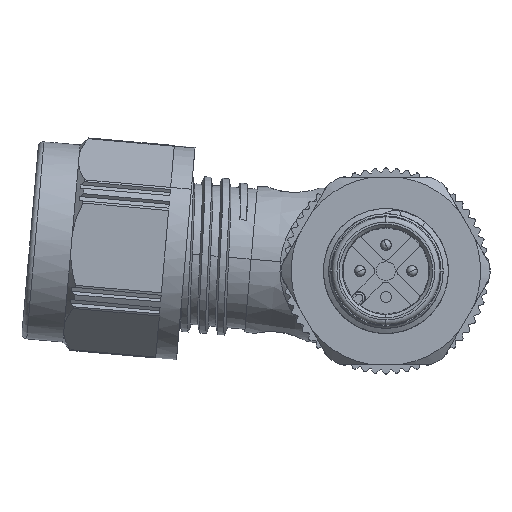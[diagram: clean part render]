
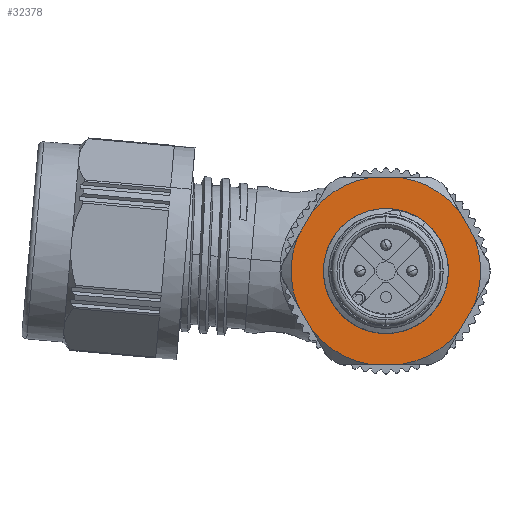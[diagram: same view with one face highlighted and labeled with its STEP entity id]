
A CAD part, front view. The second image highlights one B-rep face of the part: STEP entity #32378.
In plain terms, the highlighted planar face has unit normal (0, -1, 0).
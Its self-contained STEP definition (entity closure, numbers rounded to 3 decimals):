
#6933=CARTESIAN_POINT('',(0.,6.9,0.));
#6934=DIRECTION('',(0.,-1.,0.));
#6935=DIRECTION('',(-1.,0.,0.));
#6936=AXIS2_PLACEMENT_3D('',#6933,#6934,#6935);
#6938=CARTESIAN_POINT('',(0.,6.9,0.));
#6939=DIRECTION('',(0.,-1.,0.));
#6940=DIRECTION('',(1.,0.,0.));
#6941=AXIS2_PLACEMENT_3D('',#6938,#6939,#6940);
#6943=DIRECTION('',(0.5,0.,0.866));
#6944=VECTOR('',#6943,3.081);
#6945=CARTESIAN_POINT('',(6.998,6.9,-5.819));
#6946=LINE('',#6945,#6944);
#6947=CARTESIAN_POINT('',(0.,6.9,0.));
#6948=DIRECTION('',(0.,-1.,0.));
#6949=DIRECTION('',(0.169,0.,-0.986));
#6950=AXIS2_PLACEMENT_3D('',#6947,#6948,#6949);
#6952=DIRECTION('',(1.,0.,0.));
#6953=VECTOR('',#6952,3.081);
#6954=CARTESIAN_POINT('',(-1.541,6.9,-8.97));
#6955=LINE('',#6954,#6953);
#6956=CARTESIAN_POINT('',(0.,6.9,0.));
#6957=DIRECTION('',(0.,-1.,0.));
#6958=DIRECTION('',(-0.769,0.,-0.639));
#6959=AXIS2_PLACEMENT_3D('',#6956,#6957,#6958);
#6961=DIRECTION('',(0.5,0.,-0.866));
#6962=VECTOR('',#6961,3.081);
#6963=CARTESIAN_POINT('',(-8.539,6.9,-3.151));
#6964=LINE('',#6963,#6962);
#6965=DIRECTION('',(-0.5,0.,-0.866));
#6966=VECTOR('',#6965,3.081);
#6967=CARTESIAN_POINT('',(-6.998,6.9,5.819));
#6968=LINE('',#6967,#6966);
#6969=CARTESIAN_POINT('',(0.,6.9,0.));
#6970=DIRECTION('',(0.,-1.,0.));
#6971=DIRECTION('',(-0.169,0.,0.986));
#6972=AXIS2_PLACEMENT_3D('',#6969,#6970,#6971);
#6974=DIRECTION('',(-1.,0.,0.));
#6975=VECTOR('',#6974,3.081);
#6976=CARTESIAN_POINT('',(1.541,6.9,8.97));
#6977=LINE('',#6976,#6975);
#6978=CARTESIAN_POINT('',(0.,6.9,0.));
#6979=DIRECTION('',(0.,-1.,0.));
#6980=DIRECTION('',(0.769,0.,0.639));
#6981=AXIS2_PLACEMENT_3D('',#6978,#6979,#6980);
#6983=DIRECTION('',(-0.5,0.,0.866));
#6984=VECTOR('',#6983,3.081);
#6985=CARTESIAN_POINT('',(8.539,6.9,3.151));
#6986=LINE('',#6985,#6984);
#7006=CARTESIAN_POINT('',(6.998,6.9,-5.819));
#7032=CARTESIAN_POINT('',(0.,6.9,0.));
#7033=DIRECTION('',(0.,-1.,0.));
#7034=DIRECTION('',(0.938,0.,-0.346));
#7035=AXIS2_PLACEMENT_3D('',#7032,#7033,#7034);
#7063=CARTESIAN_POINT('',(0.,6.9,0.));
#7064=DIRECTION('',(0.,-1.,0.));
#7065=DIRECTION('',(-0.938,0.,0.346));
#7066=AXIS2_PLACEMENT_3D('',#7063,#7064,#7065);
#28566=CARTESIAN_POINT('',(-6.,6.9,0.));
#28567=CARTESIAN_POINT('',(6.,6.9,0.));
#28568=VERTEX_POINT('',#28566);
#28569=VERTEX_POINT('',#28567);
#28708=VERTEX_POINT('',#7006);
#28734=CARTESIAN_POINT('',(6.998,6.9,5.819));
#28735=CARTESIAN_POINT('',(1.541,6.9,8.97));
#28736=VERTEX_POINT('',#28734);
#28737=VERTEX_POINT('',#28735);
#28738=CARTESIAN_POINT('',(-1.541,6.9,8.97));
#28739=CARTESIAN_POINT('',(-6.998,6.9,5.819));
#28740=VERTEX_POINT('',#28738);
#28741=VERTEX_POINT('',#28739);
#28742=CARTESIAN_POINT('',(-6.998,6.9,-5.819));
#28743=CARTESIAN_POINT('',(-1.541,6.9,-8.97));
#28744=VERTEX_POINT('',#28742);
#28745=VERTEX_POINT('',#28743);
#28746=CARTESIAN_POINT('',(1.541,6.9,-8.97));
#28747=VERTEX_POINT('',#28746);
#28748=CARTESIAN_POINT('',(-8.539,6.9,-3.151));
#28749=VERTEX_POINT('',#28748);
#28750=CARTESIAN_POINT('',(-8.539,6.9,3.151));
#28751=VERTEX_POINT('',#28750);
#28752=CARTESIAN_POINT('',(8.539,6.9,3.151));
#28753=VERTEX_POINT('',#28752);
#28754=CARTESIAN_POINT('',(8.539,6.9,-3.151));
#28755=VERTEX_POINT('',#28754);
#32342=CARTESIAN_POINT('',(0.,6.9,0.));
#32343=DIRECTION('',(0.,-1.,0.));
#32344=DIRECTION('',(-1.,0.,0.));
#32345=AXIS2_PLACEMENT_3D('',#32342,#32343,#32344);
#32346=PLANE('',#32345);
#32348=ORIENTED_EDGE('',*,*,#32347,.F.);
#32350=ORIENTED_EDGE('',*,*,#32349,.F.);
#32352=ORIENTED_EDGE('',*,*,#32351,.F.);
#32354=ORIENTED_EDGE('',*,*,#32353,.F.);
#32356=ORIENTED_EDGE('',*,*,#32355,.F.);
#32358=ORIENTED_EDGE('',*,*,#32357,.F.);
#32360=ORIENTED_EDGE('',*,*,#32359,.F.);
#32362=ORIENTED_EDGE('',*,*,#32361,.F.);
#32364=ORIENTED_EDGE('',*,*,#32363,.F.);
#32366=ORIENTED_EDGE('',*,*,#32365,.F.);
#32368=ORIENTED_EDGE('',*,*,#32367,.F.);
#32370=ORIENTED_EDGE('',*,*,#32369,.F.);
#32371=EDGE_LOOP('',(#32348,#32350,#32352,#32354,#32356,#32358,#32360,#32362,
#32364,#32366,#32368,#32370));
#32372=FACE_OUTER_BOUND('',#32371,.F.);
#32373=ORIENTED_EDGE('',*,*,#32332,.T.);
#32375=ORIENTED_EDGE('',*,*,#32374,.T.);
#32376=EDGE_LOOP('',(#32373,#32375));
#32377=FACE_BOUND('',#32376,.F.);
#32378=ADVANCED_FACE('',(#32372,#32377),#32346,.T.);
#6937=CIRCLE('',#6936,6.);
#6942=CIRCLE('',#6941,6.);
#6951=CIRCLE('',#6950,9.101);
#6960=CIRCLE('',#6959,9.101);
#6973=CIRCLE('',#6972,9.101);
#6982=CIRCLE('',#6981,9.101);
#7036=CIRCLE('',#7035,9.101);
#7067=CIRCLE('',#7066,9.101);
#32332=EDGE_CURVE('',#28568,#28569,#6937,.T.);
#32347=EDGE_CURVE('',#28755,#28753,#7036,.T.);
#32349=EDGE_CURVE('',#28708,#28755,#6946,.T.);
#32351=EDGE_CURVE('',#28747,#28708,#6951,.T.);
#32353=EDGE_CURVE('',#28745,#28747,#6955,.T.);
#32355=EDGE_CURVE('',#28744,#28745,#6960,.T.);
#32357=EDGE_CURVE('',#28749,#28744,#6964,.T.);
#32359=EDGE_CURVE('',#28751,#28749,#7067,.T.);
#32361=EDGE_CURVE('',#28741,#28751,#6968,.T.);
#32363=EDGE_CURVE('',#28740,#28741,#6973,.T.);
#32365=EDGE_CURVE('',#28737,#28740,#6977,.T.);
#32367=EDGE_CURVE('',#28736,#28737,#6982,.T.);
#32369=EDGE_CURVE('',#28753,#28736,#6986,.T.);
#32374=EDGE_CURVE('',#28569,#28568,#6942,.T.);
